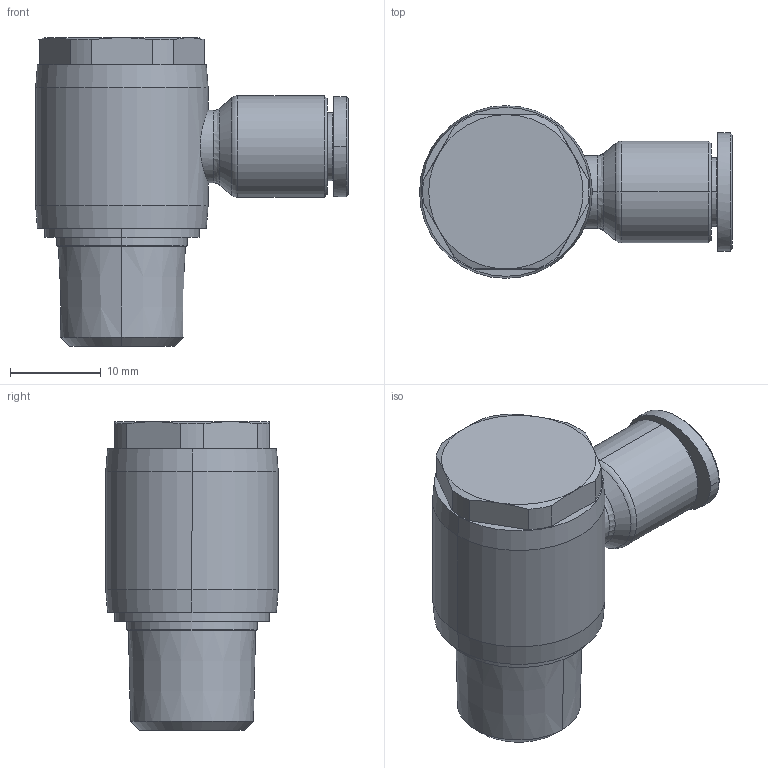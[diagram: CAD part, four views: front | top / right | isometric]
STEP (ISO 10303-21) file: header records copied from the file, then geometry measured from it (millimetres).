
FILE_DESCRIPTION((''),'2;1');
FILE_NAME('GPH_0602(3D).stp','2012-12-20T15:00:07',(''),(''),'Mechanical Desktop.R8.0.24.0','Mechanical Desktop.R8.0.24.0',', , ');
FILE_SCHEMA(('CONFIG_CONTROL_DESIGN'));
Length unit declared in the file: millimetre
Products named in the file (2): GPH_0602(3D); ºÎÇ°1
Assembly tree (1 placements, depth 2):
  GPH_0602(3D)
    ºÎÇ°1
Bounding box: 34.45 x 19 x 34 mm (x, y, z)
Volume: 7256.4 mm3; surface area: 4067.1 mm2
Topology: 1 solids, 1 shells, 273 faces, 729 edges, 474 vertices
Faces by surface type: plane 180, cylinder 33, bspline 32, cone 26, torus 2
Entity records: 9435 total; most frequent: CARTESIAN_POINT 2573, ORIENTED_EDGE 1454, DIRECTION 1338, EDGE_CURVE 727, VECTOR 556, LINE 556, VERTEX_POINT 474, AXIS2_PLACEMENT_3D 391
